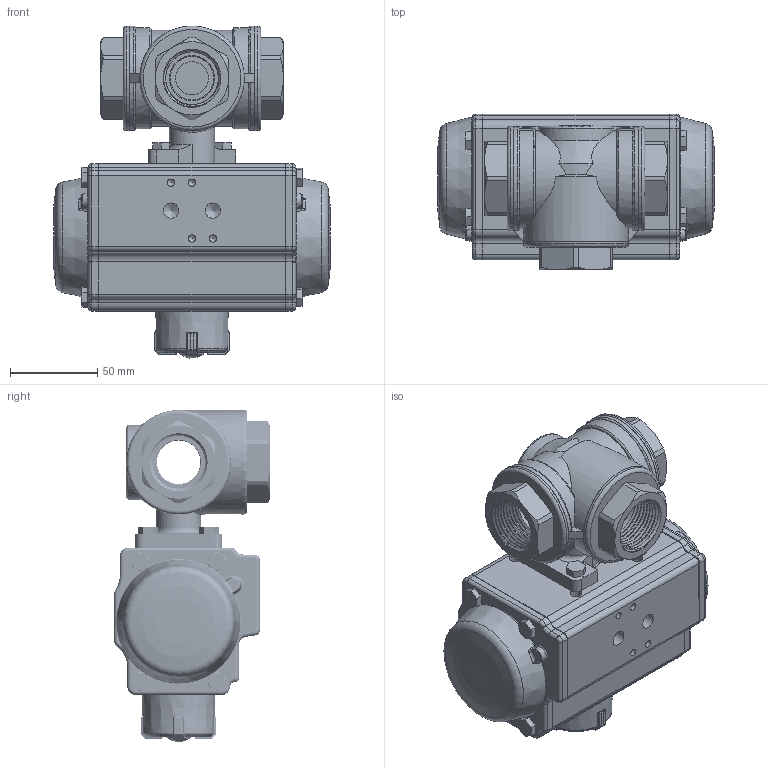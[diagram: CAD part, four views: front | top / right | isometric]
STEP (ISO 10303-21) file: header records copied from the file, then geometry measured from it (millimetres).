
FILE_DESCRIPTION(/* description */ ('Unknown','CAx-IF Rec.Pracs.---Representation and Presentation of Product Manufacturing Information (PMI)---4.0---2014-10-13','CAx-IF Rec.Pracs.---3D Tessellated Geometry---0.4---2014-09-14','2;1'),/* implementation_level */ '2;1');
FILE_NAME(/* name */ 'DW03 0837_0838-06',/* time_stamp */ '2023-10-31T09:22:09+01:00',/* author */ ('Unknown'),/* organization */ ('Unknown'),/* preprocessor_version */ 'ST-DEVELOPER v18.102',/* originating_system */ 'Solid Edge',/* authorisation */ 'Unknown');
FILE_SCHEMA (('AP242_MANAGED_MODEL_BASED_3D_ENGINEERING_MIM_LF { 1 0 10303 442 1 1 4 }'));
Products named in the file (13): DW03 0837_0838-06; 2.330_335.025; 351-06-002; 351-06-005; 351-06-001; DIN558_M_6x16.1.3; DW03_FR02_(DW36_FR26); KP-63; hexagon head bolts--product grade c gb_GB_FASTENER_BOLT_HHBC M6X30-N; cup head nib bolts with large head gb_GB_FASTENER_BOLT_CHNBW M6X25-N; _____________; ________(___________; ______
Assembly tree (25 placements, depth 3):
  DW03 0837_0838-06
    2.330_335.025
      351-06-002  x3
      351-06-005
      351-06-001
    DIN558_M_6x16.1.3  x3
    DW03_FR02_(DW36_FR26)
      KP-63
      hexagon head bolts--product grade c gb_GB_FASTENER_BOLT_HHBC M6X30-N  x8
      cup head nib bolts with large head gb_GB_FASTENER_BOLT_CHNBW M6X25-N
      _____________  x2
      ________(___________  x2
      ______
Bounding box: 159 x 89.65 x 190.6 mm (x, y, z)
Volume: 1063140.5 mm3; surface area: 168094.9 mm2
Topology: 23 solids, 24 shells, 2019 faces, 5332 edges, 3429 vertices
Faces by surface type: plane 1033, cylinder 462, bspline 214, cone 179, torus 119, sphere 12
Full cylindrical faces by diameter (mm): 2.325 x2, 3 x16, 3.3 x8, 4 x13, 4.2 x8, 4.66 x1, 5 x13, 6 x12, 6.2 x1, 6.8 x4, 7 x3, 8.8 x2, 12 x2, 15 x4, 15.8 x1, 17 x1, 18 x1, 19 x1, 20.2 x1, 25 x3, 25.5 x1, 26 x1, 28 x1, 30.291 x24, 38 x4, 38.5 x1, 44 x3, 51 x5, 51.5 x16, 53 x15
Entity records: 62572 total; most frequent: CARTESIAN_POINT 24921, ORIENTED_EDGE 7924, DIRECTION 7367, EDGE_CURVE 3962, VERTEX_POINT 2695, AXIS2_PLACEMENT_3D 2619, LINE 2129, VECTOR 2129
